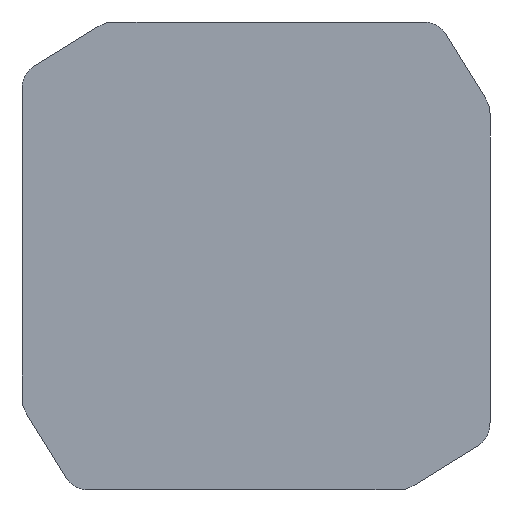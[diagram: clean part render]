
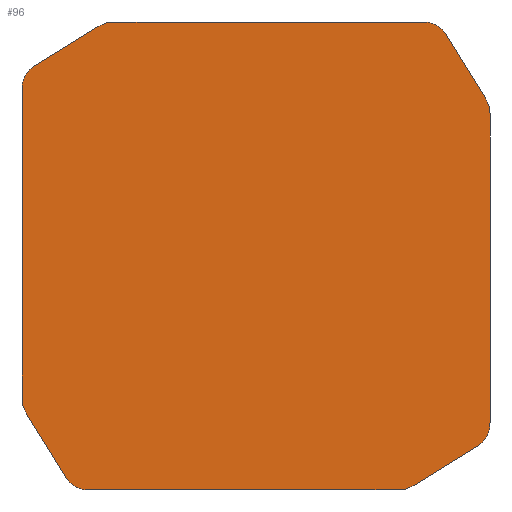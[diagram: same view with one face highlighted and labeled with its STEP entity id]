
A CAD part, top view. The second image highlights one B-rep face of the part: STEP entity #96.
In plain terms, the highlighted planar face has unit normal (0, 0, 1).
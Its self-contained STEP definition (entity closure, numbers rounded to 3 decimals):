
#62=FACE_OUTER_BOUND('',#151,.T.);
#96=ADVANCED_FACE('',(#62),#126,.T.);
#126=PLANE('',#696);
#151=EDGE_LOOP('',(#263,#264,#265,#266,#267,#268,#269,#270,#271,#272,#273,
#274,#275,#276,#277,#278));
#263=ORIENTED_EDGE('',*,*,#486,.T.);
#264=ORIENTED_EDGE('',*,*,#498,.T.);
#265=ORIENTED_EDGE('',*,*,#488,.T.);
#266=ORIENTED_EDGE('',*,*,#499,.T.);
#267=ORIENTED_EDGE('',*,*,#459,.T.);
#268=ORIENTED_EDGE('',*,*,#500,.T.);
#269=ORIENTED_EDGE('',*,*,#461,.T.);
#270=ORIENTED_EDGE('',*,*,#501,.T.);
#271=ORIENTED_EDGE('',*,*,#470,.T.);
#272=ORIENTED_EDGE('',*,*,#502,.T.);
#273=ORIENTED_EDGE('',*,*,#472,.T.);
#274=ORIENTED_EDGE('',*,*,#503,.T.);
#275=ORIENTED_EDGE('',*,*,#478,.T.);
#276=ORIENTED_EDGE('',*,*,#504,.T.);
#277=ORIENTED_EDGE('',*,*,#480,.T.);
#278=ORIENTED_EDGE('',*,*,#505,.T.);
#396=VERTEX_POINT('',#1043);
#397=VERTEX_POINT('',#1045);
#398=VERTEX_POINT('',#1059);
#399=VERTEX_POINT('',#1060);
#405=VERTEX_POINT('',#1102);
#406=VERTEX_POINT('',#1104);
#407=VERTEX_POINT('',#1118);
#408=VERTEX_POINT('',#1119);
#411=VERTEX_POINT('',#1146);
#412=VERTEX_POINT('',#1148);
#413=VERTEX_POINT('',#1161);
#414=VERTEX_POINT('',#1162);
#417=VERTEX_POINT('',#1189);
#418=VERTEX_POINT('',#1191);
#419=VERTEX_POINT('',#1205);
#420=VERTEX_POINT('',#1206);
#459=EDGE_CURVE('',#397,#396,#539,.T.);
#461=EDGE_CURVE('',#398,#399,#618,.T.);
#470=EDGE_CURVE('',#406,#405,#541,.T.);
#472=EDGE_CURVE('',#407,#408,#627,.T.);
#478=EDGE_CURVE('',#412,#411,#543,.T.);
#480=EDGE_CURVE('',#413,#414,#633,.T.);
#486=EDGE_CURVE('',#418,#417,#545,.T.);
#488=EDGE_CURVE('',#419,#420,#639,.T.);
#498=EDGE_CURVE('',#417,#419,#646,.T.);
#499=EDGE_CURVE('',#420,#397,#647,.T.);
#500=EDGE_CURVE('',#396,#398,#648,.T.);
#501=EDGE_CURVE('',#399,#406,#649,.T.);
#502=EDGE_CURVE('',#405,#407,#650,.T.);
#503=EDGE_CURVE('',#408,#412,#651,.T.);
#504=EDGE_CURVE('',#411,#413,#652,.T.);
#505=EDGE_CURVE('',#414,#418,#653,.T.);
#539=LINE('',#1044,#574);
#541=LINE('',#1103,#577);
#543=LINE('',#1147,#580);
#545=LINE('',#1190,#583);
#574=VECTOR('',#743,1.);
#577=VECTOR('',#750,1.);
#580=VECTOR('',#757,1.);
#583=VECTOR('',#764,1.);
#618=B_SPLINE_CURVE_WITH_KNOTS('',3,(#1054,#1055,#1056,#1057,#1058),
 .UNSPECIFIED.,.F.,.F.,(4,1,4),(0.,0.5,1.),.UNSPECIFIED.);
#627=B_SPLINE_CURVE_WITH_KNOTS('',3,(#1113,#1114,#1115,#1116,#1117),
 .UNSPECIFIED.,.F.,.F.,(4,1,4),(0.,0.5,1.),.UNSPECIFIED.);
#633=B_SPLINE_CURVE_WITH_KNOTS('',3,(#1157,#1158,#1159,#1160),
 .UNSPECIFIED.,.F.,.F.,(4,4),(0.,1.),.UNSPECIFIED.);
#639=B_SPLINE_CURVE_WITH_KNOTS('',3,(#1200,#1201,#1202,#1203,#1204),
 .UNSPECIFIED.,.F.,.F.,(4,1,4),(0.,0.5,1.),.UNSPECIFIED.);
#646=B_SPLINE_CURVE_WITH_KNOTS('',3,(#1245,#1246,#1247,#1248,#1249,#1250,
#1251),.UNSPECIFIED.,.F.,.F.,(4,3,4),(0.,0.645,1.),
 .UNSPECIFIED.);
#647=B_SPLINE_CURVE_WITH_KNOTS('',3,(#1252,#1253,#1254,#1255,#1256,#1257,
#1258,#1259,#1260,#1261),.UNSPECIFIED.,.F.,.F.,(4,3,3,4),(0.,0.324,
0.647,1.),.UNSPECIFIED.);
#648=B_SPLINE_CURVE_WITH_KNOTS('',3,(#1262,#1263,#1264,#1265,#1266,#1267,
#1268),.UNSPECIFIED.,.F.,.F.,(4,3,4),(0.,0.645,1.),
 .UNSPECIFIED.);
#649=B_SPLINE_CURVE_WITH_KNOTS('',3,(#1269,#1270,#1271,#1272,#1273,#1274,
#1275,#1276,#1277,#1278),.UNSPECIFIED.,.F.,.F.,(4,3,3,4),(0.,0.324,
0.647,1.),.UNSPECIFIED.);
#650=B_SPLINE_CURVE_WITH_KNOTS('',3,(#1279,#1280,#1281,#1282,#1283,#1284,
#1285),.UNSPECIFIED.,.F.,.F.,(4,3,4),(0.,0.645,1.),
 .UNSPECIFIED.);
#651=B_SPLINE_CURVE_WITH_KNOTS('',3,(#1286,#1287,#1288,#1289,#1290,#1291,
#1292,#1293,#1294,#1295),.UNSPECIFIED.,.F.,.F.,(4,3,3,4),(0.,0.324,
0.647,1.),.UNSPECIFIED.);
#652=B_SPLINE_CURVE_WITH_KNOTS('',3,(#1296,#1297,#1298,#1299,#1300,#1301,
#1302),.UNSPECIFIED.,.F.,.F.,(4,3,4),(0.,0.645,1.),
 .UNSPECIFIED.);
#653=B_SPLINE_CURVE_WITH_KNOTS('',3,(#1303,#1304,#1305,#1306,#1307,#1308,
#1309,#1310,#1311,#1312),.UNSPECIFIED.,.F.,.F.,(4,3,3,4),(0.,0.324,
0.647,1.),.UNSPECIFIED.);
#696=AXIS2_PLACEMENT_3D('',#1313,#779,#780);
#743=DIRECTION('',(1.,0.,0.));
#750=DIRECTION('',(0.,1.,0.));
#757=DIRECTION('',(-1.,0.,0.));
#764=DIRECTION('',(0.,-1.,0.));
#779=DIRECTION('',(0.,0.,1.));
#780=DIRECTION('',(-0.643,0.766,0.));
#1043=CARTESIAN_POINT('',(8.656,-14.26,0.));
#1044=CARTESIAN_POINT('',(-11.262,-14.26,0.));
#1045=CARTESIAN_POINT('',(-10.154,-14.26,0.));
#1054=CARTESIAN_POINT('',(9.579,-14.009,0.));
#1055=CARTESIAN_POINT('',(10.237,-13.612,0.));
#1056=CARTESIAN_POINT('',(11.548,-12.81,0.));
#1057=CARTESIAN_POINT('',(12.85,-11.993,0.));
#1058=CARTESIAN_POINT('',(13.498,-11.581,0.));
#1059=CARTESIAN_POINT('',(9.579,-14.009,0.));
#1060=CARTESIAN_POINT('',(13.498,-11.581,0.));
#1102=CARTESIAN_POINT('',(14.26,8.656,0.));
#1103=CARTESIAN_POINT('',(14.26,-11.262,0.));
#1104=CARTESIAN_POINT('',(14.26,-10.154,0.));
#1113=CARTESIAN_POINT('',(14.009,9.579,0.));
#1114=CARTESIAN_POINT('',(13.612,10.237,0.));
#1115=CARTESIAN_POINT('',(12.81,11.548,0.));
#1116=CARTESIAN_POINT('',(11.993,12.85,0.));
#1117=CARTESIAN_POINT('',(11.581,13.498,0.));
#1118=CARTESIAN_POINT('',(14.009,9.579,0.));
#1119=CARTESIAN_POINT('',(11.581,13.498,0.));
#1146=CARTESIAN_POINT('',(-8.656,14.26,0.));
#1147=CARTESIAN_POINT('',(11.262,14.26,0.));
#1148=CARTESIAN_POINT('',(10.154,14.26,0.));
#1157=CARTESIAN_POINT('',(-9.579,14.009,0.));
#1158=CARTESIAN_POINT('',(-10.895,13.215,0.));
#1159=CARTESIAN_POINT('',(-12.201,12.405,0.));
#1160=CARTESIAN_POINT('',(-13.498,11.581,0.));
#1161=CARTESIAN_POINT('',(-9.579,14.009,0.));
#1162=CARTESIAN_POINT('',(-13.498,11.581,0.));
#1189=CARTESIAN_POINT('',(-14.26,-8.656,0.));
#1190=CARTESIAN_POINT('',(-14.26,-11.262,0.));
#1191=CARTESIAN_POINT('',(-14.26,10.154,0.));
#1200=CARTESIAN_POINT('',(-14.009,-9.579,0.));
#1201=CARTESIAN_POINT('',(-13.612,-10.237,0.));
#1202=CARTESIAN_POINT('',(-12.81,-11.548,0.));
#1203=CARTESIAN_POINT('',(-11.993,-12.85,0.));
#1204=CARTESIAN_POINT('',(-11.581,-13.498,0.));
#1205=CARTESIAN_POINT('',(-14.009,-9.579,0.));
#1206=CARTESIAN_POINT('',(-11.581,-13.498,0.));
#1245=CARTESIAN_POINT('',(-14.26,-8.656,0.));
#1246=CARTESIAN_POINT('',(-14.26,-8.863,0.));
#1247=CARTESIAN_POINT('',(-14.225,-9.073,0.));
#1248=CARTESIAN_POINT('',(-14.156,-9.268,0.));
#1249=CARTESIAN_POINT('',(-14.118,-9.376,0.));
#1250=CARTESIAN_POINT('',(-14.068,-9.481,0.));
#1251=CARTESIAN_POINT('',(-14.009,-9.579,0.));
#1252=CARTESIAN_POINT('',(-11.581,-13.498,0.));
#1253=CARTESIAN_POINT('',(-11.484,-13.651,0.));
#1254=CARTESIAN_POINT('',(-11.358,-13.789,0.));
#1255=CARTESIAN_POINT('',(-11.215,-13.901,0.));
#1256=CARTESIAN_POINT('',(-11.073,-14.013,0.));
#1257=CARTESIAN_POINT('',(-10.909,-14.102,0.));
#1258=CARTESIAN_POINT('',(-10.738,-14.162,0.));
#1259=CARTESIAN_POINT('',(-10.551,-14.227,0.));
#1260=CARTESIAN_POINT('',(-10.351,-14.26,0.));
#1261=CARTESIAN_POINT('',(-10.154,-14.26,0.));
#1262=CARTESIAN_POINT('',(8.656,-14.26,0.));
#1263=CARTESIAN_POINT('',(8.863,-14.26,0.));
#1264=CARTESIAN_POINT('',(9.073,-14.225,0.));
#1265=CARTESIAN_POINT('',(9.268,-14.156,0.));
#1266=CARTESIAN_POINT('',(9.376,-14.118,0.));
#1267=CARTESIAN_POINT('',(9.481,-14.068,0.));
#1268=CARTESIAN_POINT('',(9.579,-14.009,0.));
#1269=CARTESIAN_POINT('',(13.498,-11.581,0.));
#1270=CARTESIAN_POINT('',(13.651,-11.484,0.));
#1271=CARTESIAN_POINT('',(13.789,-11.358,0.));
#1272=CARTESIAN_POINT('',(13.901,-11.215,0.));
#1273=CARTESIAN_POINT('',(14.013,-11.073,0.));
#1274=CARTESIAN_POINT('',(14.102,-10.909,0.));
#1275=CARTESIAN_POINT('',(14.162,-10.738,0.));
#1276=CARTESIAN_POINT('',(14.227,-10.551,0.));
#1277=CARTESIAN_POINT('',(14.26,-10.351,0.));
#1278=CARTESIAN_POINT('',(14.26,-10.154,0.));
#1279=CARTESIAN_POINT('',(14.26,8.656,0.));
#1280=CARTESIAN_POINT('',(14.26,8.863,0.));
#1281=CARTESIAN_POINT('',(14.225,9.073,0.));
#1282=CARTESIAN_POINT('',(14.156,9.268,0.));
#1283=CARTESIAN_POINT('',(14.118,9.376,0.));
#1284=CARTESIAN_POINT('',(14.068,9.481,0.));
#1285=CARTESIAN_POINT('',(14.009,9.579,0.));
#1286=CARTESIAN_POINT('',(11.581,13.498,0.));
#1287=CARTESIAN_POINT('',(11.484,13.651,0.));
#1288=CARTESIAN_POINT('',(11.358,13.789,0.));
#1289=CARTESIAN_POINT('',(11.215,13.901,0.));
#1290=CARTESIAN_POINT('',(11.073,14.013,0.));
#1291=CARTESIAN_POINT('',(10.909,14.102,0.));
#1292=CARTESIAN_POINT('',(10.738,14.162,0.));
#1293=CARTESIAN_POINT('',(10.551,14.227,0.));
#1294=CARTESIAN_POINT('',(10.351,14.26,0.));
#1295=CARTESIAN_POINT('',(10.154,14.26,0.));
#1296=CARTESIAN_POINT('',(-8.656,14.26,0.));
#1297=CARTESIAN_POINT('',(-8.863,14.26,0.));
#1298=CARTESIAN_POINT('',(-9.073,14.225,0.));
#1299=CARTESIAN_POINT('',(-9.268,14.156,0.));
#1300=CARTESIAN_POINT('',(-9.376,14.118,0.));
#1301=CARTESIAN_POINT('',(-9.481,14.068,0.));
#1302=CARTESIAN_POINT('',(-9.579,14.009,0.));
#1303=CARTESIAN_POINT('',(-13.498,11.581,0.));
#1304=CARTESIAN_POINT('',(-13.651,11.484,0.));
#1305=CARTESIAN_POINT('',(-13.789,11.358,0.));
#1306=CARTESIAN_POINT('',(-13.901,11.215,0.));
#1307=CARTESIAN_POINT('',(-14.013,11.073,0.));
#1308=CARTESIAN_POINT('',(-14.102,10.909,0.));
#1309=CARTESIAN_POINT('',(-14.162,10.738,0.));
#1310=CARTESIAN_POINT('',(-14.227,10.551,0.));
#1311=CARTESIAN_POINT('',(-14.26,10.351,0.));
#1312=CARTESIAN_POINT('',(-14.26,10.154,0.));
#1313=CARTESIAN_POINT('',(0.,0.,0.));
